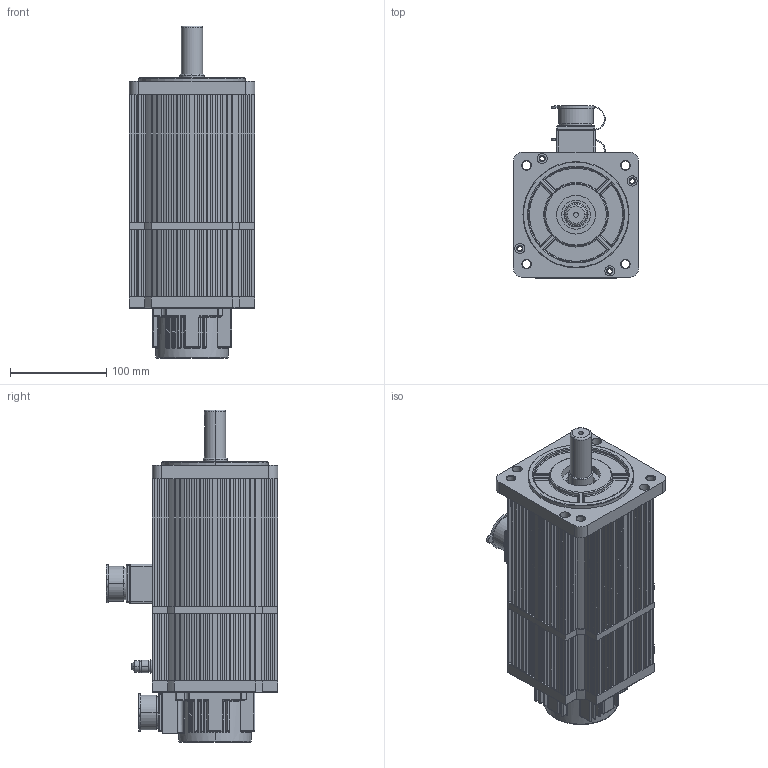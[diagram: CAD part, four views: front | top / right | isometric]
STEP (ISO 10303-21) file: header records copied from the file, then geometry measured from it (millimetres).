
FILE_DESCRIPTION (( 'STEP AP203' ), '1' );
FILE_NAME ('WA130ST-Z1M15ﾏｵﾁﾐ.STEP', '2019-12-30T02:38:35', ( 'ﾎ｢ﾈ橆ﾃｻｧ' ), ( 'ﾎ｢ﾈ晥ｫﾋｾ' ), 'SwSTEP 2.0', 'SolidWorks 2013', '' );
FILE_SCHEMA (( 'CONFIG_CONTROL_DESIGN' ));
Length unit declared in the file: millimetre
Products named in the file (11): 笢潔傷裔; 粣 - 惕掅; 晤鎢ん欶裔; 儂褲; 脣釱; 脣釱菁釱; 儂褲 (2); 綴傷裔 (2); 3郋脣芛; WA130ST-Z1M15炵蹈; ヶ傷裔
Assembly tree (11 placements, depth 2):
  WA130ST-Z1M15炵蹈
    ヶ傷裔
    粣 - 惕掅
    儂褲
    脣釱  x2
    脣釱菁釱
    笢潔傷裔
    儂褲 (2)
    綴傷裔 (2)
    3郋脣芛
    晤鎢ん欶裔
Bounding box: 130.5 x 178.25 x 344.4 mm (x, y, z)
Volume: 1148794.5 mm3; surface area: 599926.9 mm2
Topology: 9 solids, 15 shells, 2229 faces, 6005 edges, 3850 vertices
Faces by surface type: plane 1290, cylinder 684, torus 139, bspline 40, cone 38, sphere 38
Entity records: 71695 total; most frequent: CARTESIAN_POINT 15524, ORIENTED_EDGE 11592, DIRECTION 11419, EDGE_CURVE 5800, LINE 3853, VECTOR 3853, AXIS2_PLACEMENT_3D 3783, VERTEX_POINT 3750
